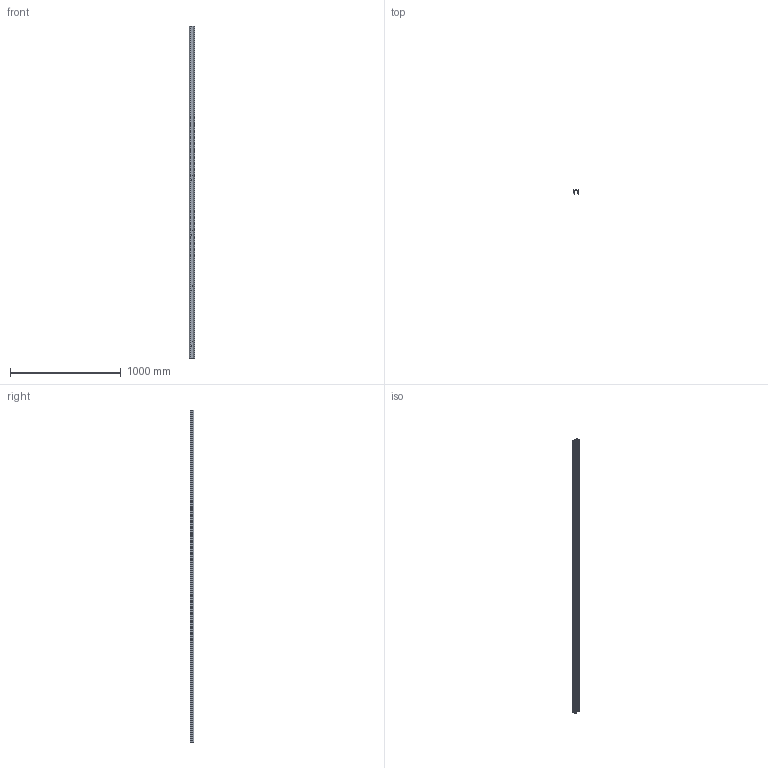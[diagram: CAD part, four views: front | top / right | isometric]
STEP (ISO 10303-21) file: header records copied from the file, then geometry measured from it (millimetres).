
FILE_DESCRIPTION(/* description */ (''),/* implementation_level */ '2;1');
FILE_NAME(/* name */ '40_300.stp',/* time_stamp */ '2021-07-02T10:59:04+02:00',/* author */ ('Giuliano'),/* organization */ (''),/* preprocessor_version */ 'ST-DEVELOPER v18.1',/* originating_system */ 'Autodesk Inventor 2021',/* authorisation */ '');
FILE_SCHEMA (('AUTOMOTIVE_DESIGN { 1 0 10303 214 3 1 1 }'));
Length unit declared in the file: millimetre
Products named in the file (1): Rail HR-02_1800mm
Bounding box: 52.5 x 32.21 x 3000 mm (x, y, z)
Volume: 669171 mm3; surface area: 840142.5 mm2
Topology: 1 solids, 1 shells, 126 faces, 372 edges, 248 vertices
Faces by surface type: cylinder 83, plane 43
Full cylindrical faces by diameter (mm): 4.2 x8
Entity records: 4364 total; most frequent: DIRECTION 792, CARTESIAN_POINT 747, ORIENTED_EDGE 744, EDGE_CURVE 372, AXIS2_PLACEMENT_3D 293, VERTEX_POINT 248, LINE 206, VECTOR 206
